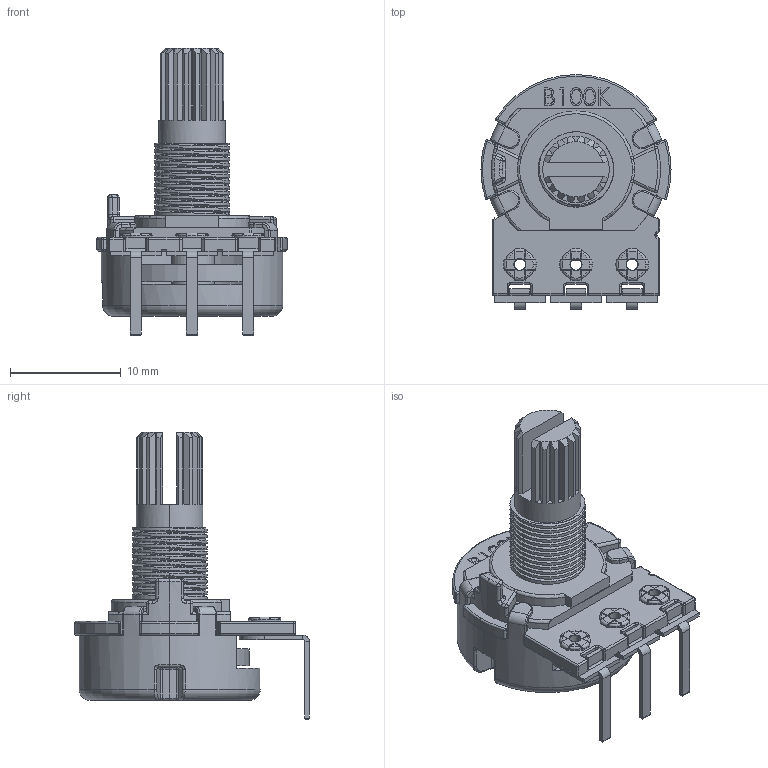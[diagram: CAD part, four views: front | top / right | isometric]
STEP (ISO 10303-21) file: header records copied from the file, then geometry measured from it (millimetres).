
FILE_DESCRIPTION (( 'STEP AP214' ), '1' );
FILE_NAME ('Standard Potentiometer - Vertical (100K).STEP', '2019-12-31T03:26:38', ( '' ), ( '' ), 'SwSTEP 2.0', 'SolidWorks 2019', '' );
FILE_SCHEMA (( 'AUTOMOTIVE_DESIGN' ));
Length unit declared in the file: millimetre
Products named in the file (1): Standard Potentiometer - Vertical (100K)
Bounding box: 17.2 x 21.25 x 26 mm (x, y, z)
Volume: 1541.2 mm3; surface area: 2681.1 mm2
Topology: 1 solids, 1 shells, 850 faces, 2175 edges, 1302 vertices
Faces by surface type: cylinder 311, plane 300, torus 104, bspline 75, sphere 44, cone 16
Entity records: 38870 total; most frequent: CARTESIAN_POINT 9567, ORIENTED_EDGE 4286, DIRECTION 4146, EDGE_CURVE 2143, AXIS2_PLACEMENT_3D 1557, VERTEX_POINT 1290, LINE 1032, VECTOR 1032
